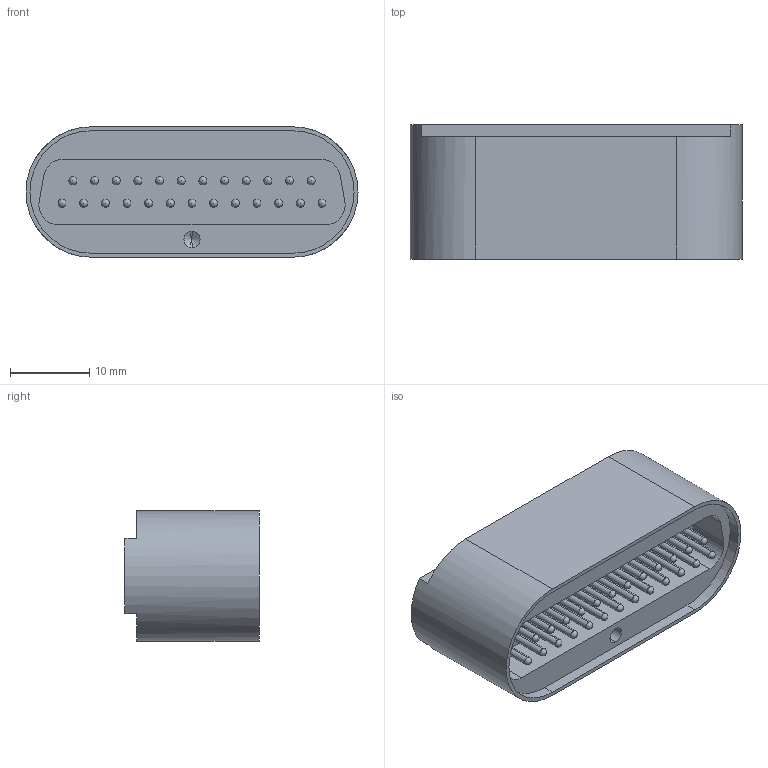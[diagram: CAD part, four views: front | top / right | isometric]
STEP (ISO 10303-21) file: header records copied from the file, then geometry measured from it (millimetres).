
FILE_DESCRIPTION (( 'STEP AP214' ), '1' );
FILE_NAME ('218-D25SMALL-SS-01.STEP', '2022-02-02T09:14:57', ( '' ), ( '' ), 'SwSTEP 2.0', 'SolidWorks 2017', '' );
FILE_SCHEMA (( 'AUTOMOTIVE_DESIGN' ));
Length unit declared in the file: millimetre
Products named in the file (3): 218-D25SMALL-SS-01; 9218-D25SMALL-SS_25 pin 1mm; 9210-PIN-FENI_Pin vergoldet
Assembly tree (26 placements, depth 2):
  218-D25SMALL-SS-01
    9218-D25SMALL-SS_25 pin 1mm
    9210-PIN-FENI_Pin vergoldet  x25
Bounding box: 42 x 17 x 16.5 mm (x, y, z)
Volume: 6201.4 mm3; surface area: 5807.2 mm2
Topology: 26 solids, 26 shells, 379 faces, 1063 edges, 707 vertices
Faces by surface type: cylinder 158, plane 142, sphere 50, bspline 27, cone 2
Entity records: 10943 total; most frequent: CARTESIAN_POINT 3361, ORIENTED_EDGE 1534, DIRECTION 1507, EDGE_CURVE 767, VERTEX_POINT 511, AXIS2_PLACEMENT_3D 509, VECTOR 489, LINE 489
